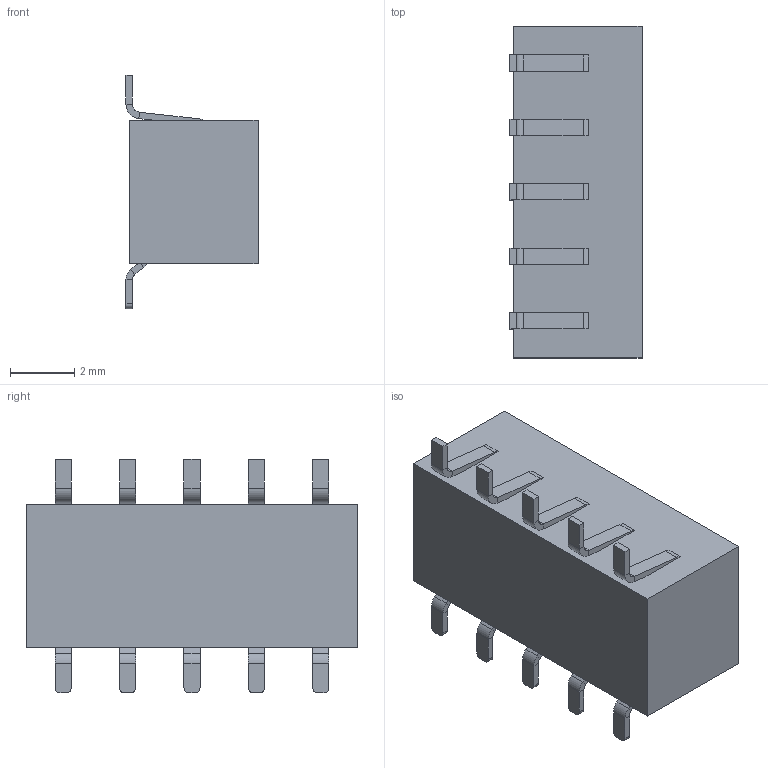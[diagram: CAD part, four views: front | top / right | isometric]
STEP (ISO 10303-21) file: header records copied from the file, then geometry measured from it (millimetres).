
FILE_DESCRIPTION( ('This file contains a STEP AP42 implementation' ,'as created by ZW3D STEP Interface translator.') ,'2;1' );
FILE_NAME( '2245-2XXZXXDUNX7.stp' ,'23 417.102145', (''), ('ZWCAD Software Co.'), 'Version 1.0', 'ZW3D to STEP translator', '' );
FILE_SCHEMA(('AUTOMOTIVE_DESIGN { 1 0 10303 214 1 1 1 1 }'));
Length unit declared in the file: millimetre
Products named in the file (2): 0; 2245耜脣宒3D
Bounding box: 4.1 x 10.3 x 7.25 mm (x, y, z)
Volume: 142.5 mm3; surface area: 582.3 mm2
Topology: 1 solids, 1 shells, 1936 faces, 5062 edges, 3128 vertices
Faces by surface type: plane 1046, bspline 575, cylinder 315
Entity records: 64011 total; most frequent: CARTESIAN_POINT 17632, ORIENTED_EDGE 10124, DIRECTION 7906, EDGE_CURVE 5062, VECTOR 3642, LINE 3642, VERTEX_POINT 3128, AXIS2_PLACEMENT_3D 2132
